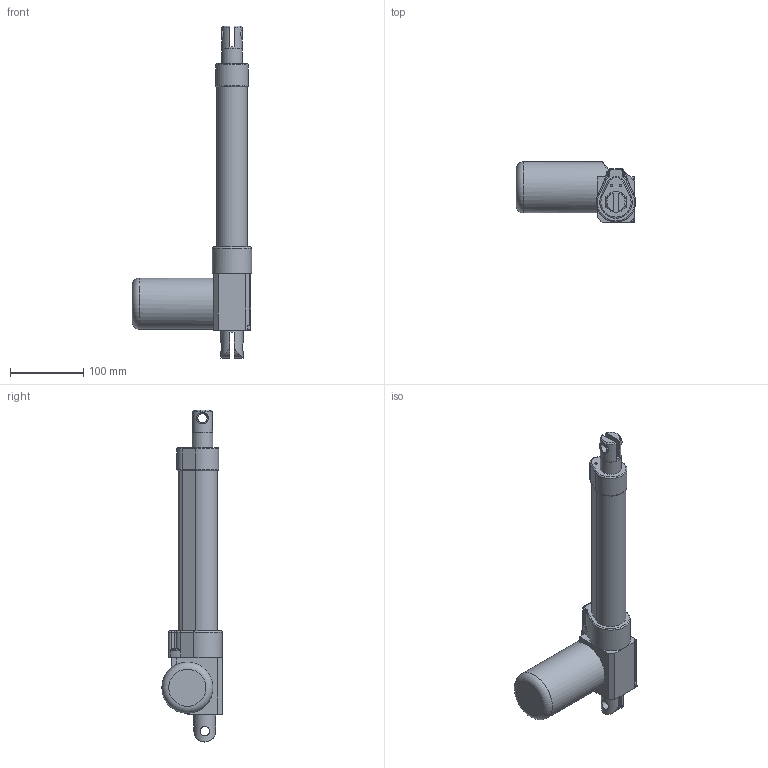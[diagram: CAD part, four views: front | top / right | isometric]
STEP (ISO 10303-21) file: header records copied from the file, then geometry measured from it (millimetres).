
FILE_DESCRIPTION(/* description */ (''),/* implementation_level */ '2;1');
FILE_NAME(/* name */ 'FA-HF-100-12-9.stp',/* time_stamp */ '2014-12-16T10:53:26-08:00',/* author */ ('Robbie'),/* organization */ (''),/* preprocessor_version */ 'ST-DEVELOPER v15.2',/* originating_system */ 'Autodesk Inventor 2014',/* authorisation */ '');
FILE_SCHEMA (('AUTOMOTIVE_DESIGN { 1 0 10303 214 3 1 1 }'));
Length unit declared in the file: inch
Products named in the file (1): FA-HF-100-12-9
Bounding box: 163.51 x 82.55 x 454.53 mm (x, y, z)
Volume: 1251121.7 mm3; surface area: 106617.6 mm2
Topology: 1 solids, 1 shells, 148 faces, 352 edges, 219 vertices
Faces by surface type: plane 60, cylinder 49, bspline 22, torus 14, cone 2, sphere 1
Full cylindrical faces by diameter (mm): 3.251 x2, 5.918 x3, 6.35 x3, 12.7 x4, 15.875 x2, 28.067 x1, 28.575 x1, 30.162 x1, 69.85 x1
Entity records: 4989 total; most frequent: CARTESIAN_POINT 1734, DIRECTION 657, ORIENTED_EDGE 648, EDGE_CURVE 324, AXIS2_PLACEMENT_3D 261, VERTEX_POINT 211, EDGE_LOOP 189, ADVANCED_FACE 148
